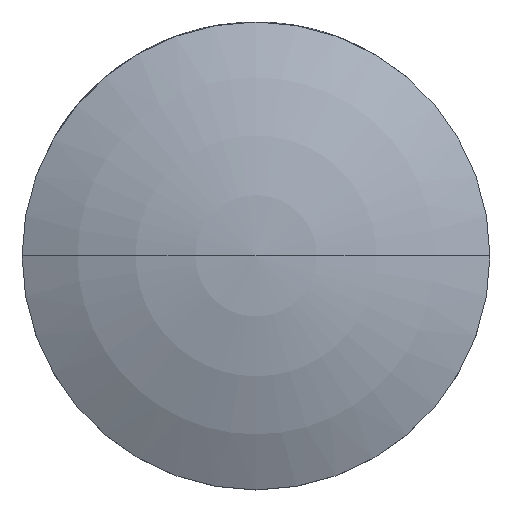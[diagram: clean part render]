
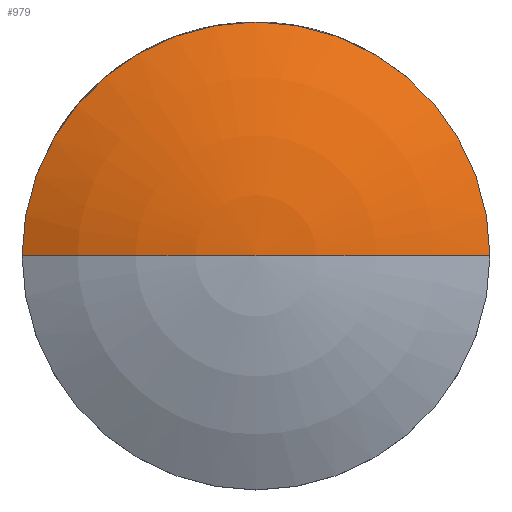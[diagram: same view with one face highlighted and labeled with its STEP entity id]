
A CAD part, top view. The second image highlights one B-rep face of the part: STEP entity #979.
In plain terms, the highlighted toroidal (fillet/blend) face has major radius 0.004 mm and minor radius 13.8 mm.
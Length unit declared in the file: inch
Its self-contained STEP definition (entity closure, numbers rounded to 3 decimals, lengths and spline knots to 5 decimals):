
#49 = DIRECTION ( 'NONE',  ( 1., 0., 0. ) ) ;
#189 = CARTESIAN_POINT ( 'NONE',  ( 0., 0., 0.06594 ) ) ;
#255 = ORIENTED_EDGE ( 'NONE', *, *, #3068, .T. ) ;
#300 = CARTESIAN_POINT ( 'NONE',  ( 0., 0., -0.47736 ) ) ;
#539 = VERTEX_POINT ( 'NONE', #3161 ) ;
#568 = VERTEX_POINT ( 'NONE', #2382 ) ;
#674 = CIRCLE ( 'NONE', #2406, 0.54331 ) ;
#684 = DIRECTION ( 'NONE',  ( 0., 0., -1. ) ) ;
#766 = AXIS2_PLACEMENT_3D ( 'NONE', #300, #2049, #2816 ) ;
#803 = DIRECTION ( 'NONE',  ( -1., 0., 0. ) ) ;
#830 = CARTESIAN_POINT ( 'NONE',  ( 0.00017, 0., -0.47736 ) ) ;
#979 = ADVANCED_FACE ( 'NONE', ( #2015 ), #2521, .T. ) ;
#1183 = VERTEX_POINT ( 'NONE', #189 ) ;
#1440 = DIRECTION ( 'NONE',  ( 0., -1., 0. ) ) ;
#1753 = CIRCLE ( 'NONE', #1830, 0.25 ) ;
#1758 = EDGE_CURVE ( 'NONE', #568, #1183, #2414, .T. ) ;
#1830 = AXIS2_PLACEMENT_3D ( 'NONE', #3049, #3038, #49 ) ;
#2015 = FACE_OUTER_BOUND ( 'NONE', #2915, .T. ) ;
#2038 = DIRECTION ( 'NONE',  ( 0., 1., 0. ) ) ;
#2039 = EDGE_CURVE ( 'NONE', #539, #1183, #674, .T. ) ;
#2049 = DIRECTION ( 'NONE',  ( 0., 0., 1. ) ) ;
#2382 = CARTESIAN_POINT ( 'NONE',  ( 0.25, 0., 0.00492 ) ) ;
#2406 = AXIS2_PLACEMENT_3D ( 'NONE', #830, #2038, #803 ) ;
#2414 = CIRCLE ( 'NONE', #2892, 0.54331 ) ;
#2521 = TOROIDAL_SURFACE ( 'NONE', #766, -0.00017, 0.54331 ) ;
#2816 = DIRECTION ( 'NONE',  ( 1., 0., 0. ) ) ;
#2892 = AXIS2_PLACEMENT_3D ( 'NONE', #3196, #1440, #684 ) ;
#2915 = EDGE_LOOP ( 'NONE', ( #255, #2960, #3071 ) ) ;
#2960 = ORIENTED_EDGE ( 'NONE', *, *, #2039, .T. ) ;
#3038 = DIRECTION ( 'NONE',  ( 0., 0., 1. ) ) ;
#3049 = CARTESIAN_POINT ( 'NONE',  ( 0., 0., 0.00492 ) ) ;
#3068 = EDGE_CURVE ( 'NONE', #568, #539, #1753, .T. ) ;
#3071 = ORIENTED_EDGE ( 'NONE', *, *, #1758, .F. ) ;
#3161 = CARTESIAN_POINT ( 'NONE',  ( -0.25, 0., 0.00492 ) ) ;
#3196 = CARTESIAN_POINT ( 'NONE',  ( -0.00017, 0., -0.47736 ) ) ;
